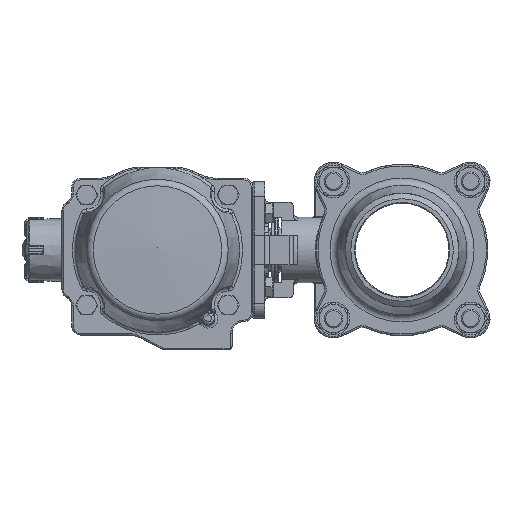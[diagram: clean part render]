
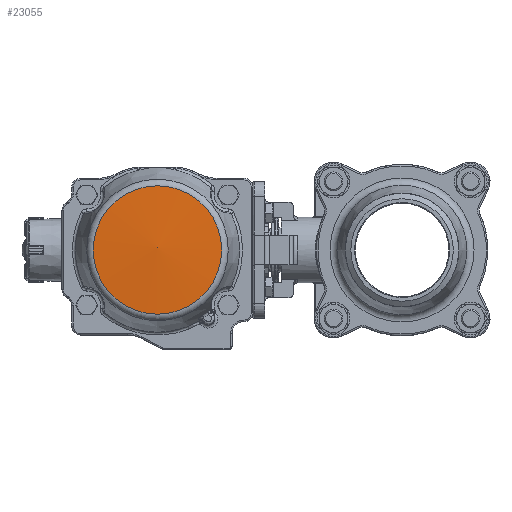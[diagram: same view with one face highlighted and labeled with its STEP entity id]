
A CAD part, left-side view. The second image highlights one B-rep face of the part: STEP entity #23055.
In plain terms, the highlighted toroidal (fillet/blend) face has major radius 0.793 mm and minor radius 540 mm.
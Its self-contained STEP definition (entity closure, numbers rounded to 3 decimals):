
#20=VERTEX_LOOP('',#16212);
#45=DEGENERATE_TOROIDAL_SURFACE('',#25360,0.793,540.,.F.);
#9330=ORIENTED_EDGE('',*,*,#13687,.F.);
#13687=EDGE_CURVE('',#16211,#16211,#17578,.T.);
#16211=VERTEX_POINT('',#59741);
#16212=VERTEX_POINT('',#59742);
#17578=CIRCLE('',#25361,43.034);
#19250=EDGE_LOOP('',(#9330));
#21040=FACE_BOUND('',#19250,.T.);
#21041=FACE_BOUND('',#20,.T.);
#23055=ADVANCED_FACE('',(#21040,#21041),#45,.F.);
#25360=AXIS2_PLACEMENT_3D('',#59739,#30408,#30409);
#25361=AXIS2_PLACEMENT_3D('',#59740,#30410,#30411);
#30408=DIRECTION('',(0.,0.,-1.));
#30409=DIRECTION('',(1.,0.,0.));
#30410=DIRECTION('',(0.,0.,-1.));
#30411=DIRECTION('',(-1.,0.,0.));
#59739=CARTESIAN_POINT('',(0.,0.,-404.899));
#59740=CARTESIAN_POINT('',(0.,0.,133.319));
#59741=CARTESIAN_POINT('',(-43.034,0.,133.319));
#59742=CARTESIAN_POINT('',(0.,0.,135.1));
